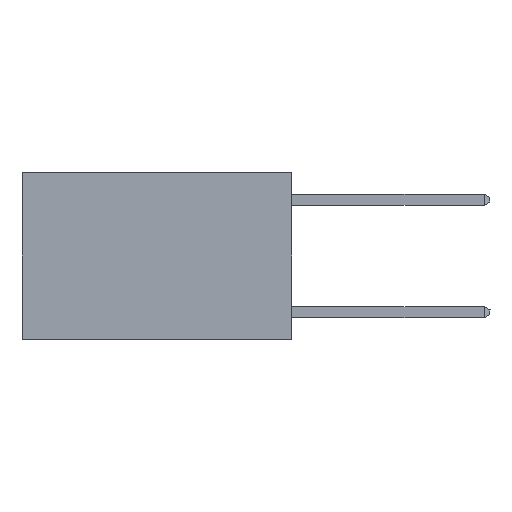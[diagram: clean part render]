
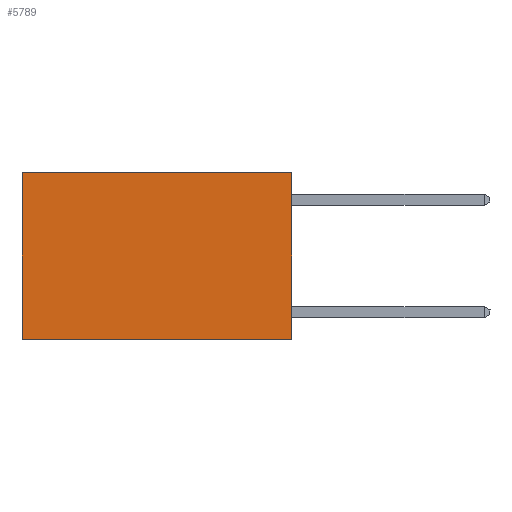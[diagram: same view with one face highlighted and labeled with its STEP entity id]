
A CAD part, left-side view. The second image highlights one B-rep face of the part: STEP entity #5789.
In plain terms, the highlighted planar face has unit normal (-1, 0, 0).
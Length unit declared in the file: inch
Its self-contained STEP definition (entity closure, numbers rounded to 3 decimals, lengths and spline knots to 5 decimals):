
#147 = EDGE_CURVE ( 'NONE', #10013, #10387, #8678, .T. ) ;
#214 = VERTEX_POINT ( 'NONE', #9247 ) ;
#399 = CARTESIAN_POINT ( 'NONE',  ( 0.2625, 0., -0.37 ) ) ;
#696 = CARTESIAN_POINT ( 'NONE',  ( 0.2625, 0., -0.37 ) ) ;
#761 = EDGE_CURVE ( 'NONE', #2755, #10387, #3718, .T. ) ;
#839 = ORIENTED_EDGE ( 'NONE', *, *, #9864, .F. ) ;
#984 = DIRECTION ( 'NONE',  ( 0., 1., 0. ) ) ;
#1580 = VECTOR ( 'NONE', #5840, 39.37008 ) ;
#1628 = VECTOR ( 'NONE', #4013, 39.37008 ) ;
#1863 = LINE ( 'NONE', #6137, #1580 ) ;
#2382 = CARTESIAN_POINT ( 'NONE',  ( 0.2625, 0., 0. ) ) ;
#2436 = EDGE_CURVE ( 'NONE', #214, #10013, #1863, .T. ) ;
#2755 = VERTEX_POINT ( 'NONE', #696 ) ;
#3240 = ORIENTED_EDGE ( 'NONE', *, *, #2436, .T. ) ;
#3718 = LINE ( 'NONE', #399, #6330 ) ;
#4013 = DIRECTION ( 'NONE',  ( 0., 0., -1. ) ) ;
#4926 = CARTESIAN_POINT ( 'NONE',  ( 0.2625, 0., 0. ) ) ;
#5419 = CARTESIAN_POINT ( 'NONE',  ( 0.2625, 0.6, -0.37 ) ) ;
#5552 = ORIENTED_EDGE ( 'NONE', *, *, #147, .T. ) ;
#5628 = CARTESIAN_POINT ( 'NONE',  ( 0.2625, 0.6, 0. ) ) ;
#5789 = ADVANCED_FACE ( 'NONE', ( #6409 ), #5930, .F. ) ;
#5840 = DIRECTION ( 'NONE',  ( 0., 1., 0. ) ) ;
#5930 = PLANE ( 'NONE',  #9869 ) ;
#5970 = EDGE_LOOP ( 'NONE', ( #5552, #10237, #839, #3240 ) ) ;
#6137 = CARTESIAN_POINT ( 'NONE',  ( 0.2625, 0., 0. ) ) ;
#6330 = VECTOR ( 'NONE', #984, 39.37008 ) ;
#6409 = FACE_OUTER_BOUND ( 'NONE', #5970, .T. ) ;
#6780 = DIRECTION ( 'NONE',  ( 0., 0., -1. ) ) ;
#7016 = DIRECTION ( 'NONE',  ( 0., 0., -1. ) ) ;
#7169 = CARTESIAN_POINT ( 'NONE',  ( 0.2625, 0.6, 0. ) ) ;
#8274 = LINE ( 'NONE', #2382, #10338 ) ;
#8678 = LINE ( 'NONE', #5628, #1628 ) ;
#9247 = CARTESIAN_POINT ( 'NONE',  ( 0.2625, 0., 0. ) ) ;
#9412 = DIRECTION ( 'NONE',  ( 1., 0., 0. ) ) ;
#9864 = EDGE_CURVE ( 'NONE', #214, #2755, #8274, .T. ) ;
#9869 = AXIS2_PLACEMENT_3D ( 'NONE', #4926, #9412, #6780 ) ;
#10013 = VERTEX_POINT ( 'NONE', #7169 ) ;
#10237 = ORIENTED_EDGE ( 'NONE', *, *, #761, .F. ) ;
#10338 = VECTOR ( 'NONE', #7016, 39.37008 ) ;
#10387 = VERTEX_POINT ( 'NONE', #5419 ) ;
